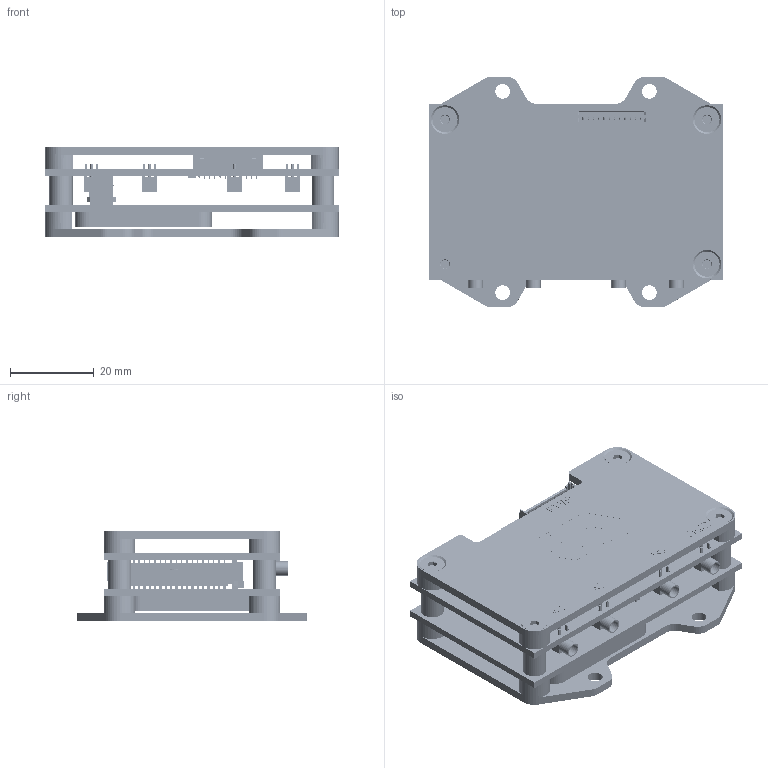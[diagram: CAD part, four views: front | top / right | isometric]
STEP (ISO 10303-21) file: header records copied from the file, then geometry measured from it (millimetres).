
FILE_DESCRIPTION(/* description */ ('STEP AP203'),/* implementation_level */ '2;1');
FILE_NAME(/* name */ 'Sunstone Single Band OEM.step',/* time_stamp */ '2025-04-30T21:34:03+03:00',/* author */ (''),/* organization */ (''),/* preprocessor_version */ 'ST-DEVELOPER v20.1',/* originating_system */ 'Autodesk Translation Framework v14.4.0.0',/* authorisation */ '');
FILE_SCHEMA (('AUTOMOTIVE_DESIGN { 1 0 10303 214 3 1 1 }'));
Products named in the file (3): fx-3; OEM_Single BandBoard Assembly_REV A01; OtoSphere Lighthouse
Assembly tree (2 placements, depth 3):
  fx-3
    OEM_Single BandBoard Assembly_REV A01
      OtoSphere Lighthouse
Bounding box: 70 x 55 x 21.5 mm (x, y, z)
Volume: 28374.4 mm3; surface area: 36335.4 mm2
Topology: 39 solids, 39 shells, 7265 faces, 19978 edges, 13253 vertices
Faces by surface type: plane 5804, cylinder 1310, bspline 80, cone 52, torus 19
Full cylindrical faces by diameter (mm): 0.072 x1, 0.081 x1, 0.329 x4, 0.337 x4, 0.48 x1, 0.5 x12, 0.7 x16, 0.89 x20, 1.118 x3, 1.28 x6, 1.524 x16, 2.35 x140, 2.5 x4, 2.921 x4, 3 x140, 3.1 x8, 3.2 x4, 3.4 x4, 3.45 x4, 3.5 x4, 5.5 x4, 5.994 x2, 6 x4, 6.502 x1
Entity records: 260037 total; most frequent: CARTESIAN_POINT 74653, ORIENTED_EDGE 39956, DIRECTION 35620, EDGE_CURVE 19978, LINE 16508, VECTOR 16508, VERTEX_POINT 13253, AXIS2_PLACEMENT_3D 9556
